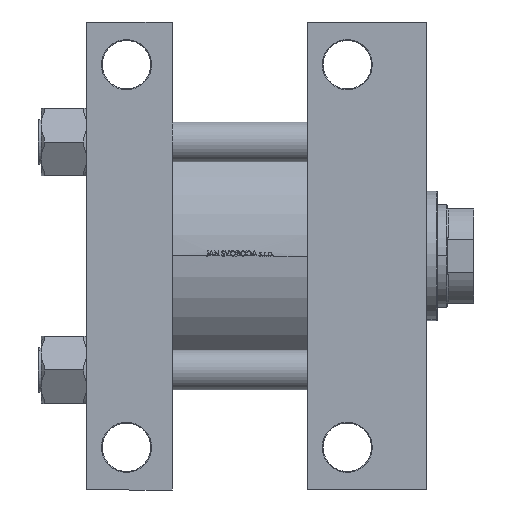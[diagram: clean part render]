
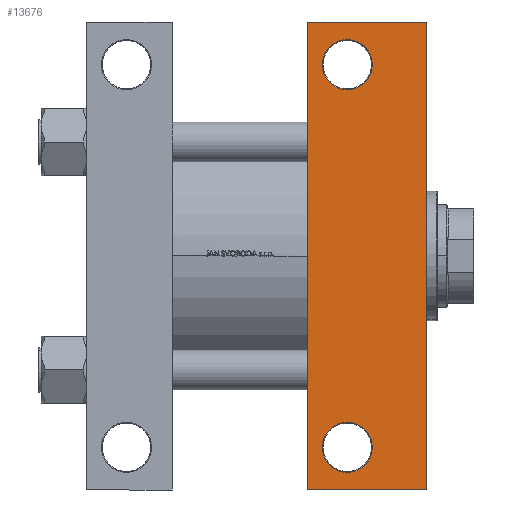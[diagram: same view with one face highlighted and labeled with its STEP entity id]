
A CAD part, front view. The second image highlights one B-rep face of the part: STEP entity #13676.
In plain terms, the highlighted face is planar.
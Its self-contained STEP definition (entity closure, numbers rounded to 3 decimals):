
#1323 = DIRECTION ( 'NONE',  ( 0., 1., 0. ) ) ;
#2572 = DIRECTION ( 'NONE',  ( 1., 0., 0. ) ) ;
#2609 = EDGE_LOOP ( 'NONE', ( #4746, #14889 ) ) ;
#3271 = VERTEX_POINT ( 'NONE', #9875 ) ;
#3447 = LINE ( 'NONE', #6843, #29114 ) ;
#3813 = ORIENTED_EDGE ( 'NONE', *, *, #10576, .T. ) ;
#4710 = VERTEX_POINT ( 'NONE', #34106 ) ;
#4746 = ORIENTED_EDGE ( 'NONE', *, *, #14901, .T. ) ;
#5638 = VERTEX_POINT ( 'NONE', #34885 ) ;
#6213 = AXIS2_PLACEMENT_3D ( 'NONE', #34111, #22693, #1323 ) ;
#6843 = CARTESIAN_POINT ( 'NONE',  ( 150., -159., -102.5 ) ) ;
#8582 = CARTESIAN_POINT ( 'NONE',  ( 160., -130., -102.5 ) ) ;
#9257 = CIRCLE ( 'NONE', #14672, 17. ) ;
#9875 = CARTESIAN_POINT ( 'NONE',  ( 194., 130., -102.5 ) ) ;
#10218 = ORIENTED_EDGE ( 'NONE', *, *, #34856, .T. ) ;
#10311 = VERTEX_POINT ( 'NONE', #21195 ) ;
#10425 = VERTEX_POINT ( 'NONE', #32353 ) ;
#10460 = EDGE_CURVE ( 'NONE', #39372, #33514, #9257, .T. ) ;
#10576 = EDGE_CURVE ( 'NONE', #16381, #10311, #27698, .T. ) ;
#10587 = AXIS2_PLACEMENT_3D ( 'NONE', #15459, #41197, #11832 ) ;
#10792 = CARTESIAN_POINT ( 'NONE',  ( 231., 102.5, -102.5 ) ) ;
#11088 = EDGE_LOOP ( 'NONE', ( #39615, #42651 ) ) ;
#11587 = VECTOR ( 'NONE', #34746, 1000. ) ;
#11832 = DIRECTION ( 'NONE',  ( 0., 1., 0. ) ) ;
#12184 = DIRECTION ( 'NONE',  ( 0., 0., 1. ) ) ;
#12641 = ORIENTED_EDGE ( 'NONE', *, *, #43357, .F. ) ;
#13091 = AXIS2_PLACEMENT_3D ( 'NONE', #10792, #47926, #28516 ) ;
#13258 = CARTESIAN_POINT ( 'NONE',  ( 150., 159., -102.5 ) ) ;
#13676 = ADVANCED_FACE ( 'NONE', ( #17835, #14428, #21233 ), #36278, .T. ) ;
#14428 = FACE_BOUND ( 'NONE', #11088, .T. ) ;
#14672 = AXIS2_PLACEMENT_3D ( 'NONE', #34511, #23580, #27229 ) ;
#14889 = ORIENTED_EDGE ( 'NONE', *, *, #37131, .T. ) ;
#14901 = EDGE_CURVE ( 'NONE', #4710, #3271, #35623, .T. ) ;
#15459 = CARTESIAN_POINT ( 'NONE',  ( 177., 130., -102.5 ) ) ;
#15720 = EDGE_CURVE ( 'NONE', #33514, #39372, #44196, .T. ) ;
#16381 = VERTEX_POINT ( 'NONE', #43197 ) ;
#17167 = EDGE_LOOP ( 'NONE', ( #12641, #45888, #3813, #10218 ) ) ;
#17835 = FACE_BOUND ( 'NONE', #2609, .T. ) ;
#20644 = CARTESIAN_POINT ( 'NONE',  ( 231., 102.5, -102.5 ) ) ;
#21195 = CARTESIAN_POINT ( 'NONE',  ( 231., -159., -102.5 ) ) ;
#21233 = FACE_OUTER_BOUND ( 'NONE', #17167, .T. ) ;
#22306 = DIRECTION ( 'NONE',  ( 0., -1., 0. ) ) ;
#22693 = DIRECTION ( 'NONE',  ( 0., 0., 1. ) ) ;
#23580 = DIRECTION ( 'NONE',  ( 0., 0., 1. ) ) ;
#24900 = LINE ( 'NONE', #13258, #47570 ) ;
#26099 = CIRCLE ( 'NONE', #10587, 17. ) ;
#26127 = EDGE_CURVE ( 'NONE', #5638, #16381, #24900, .T. ) ;
#27229 = DIRECTION ( 'NONE',  ( 0., 1., 0. ) ) ;
#27698 = LINE ( 'NONE', #20644, #11587 ) ;
#28516 = DIRECTION ( 'NONE',  ( 0., 1., 0. ) ) ;
#29114 = VECTOR ( 'NONE', #41053, 1000. ) ;
#30070 = CARTESIAN_POINT ( 'NONE',  ( 150., 102.5, -102.5 ) ) ;
#32353 = CARTESIAN_POINT ( 'NONE',  ( 150., -159., -102.5 ) ) ;
#33514 = VERTEX_POINT ( 'NONE', #8582 ) ;
#34106 = CARTESIAN_POINT ( 'NONE',  ( 160., 130., -102.5 ) ) ;
#34111 = CARTESIAN_POINT ( 'NONE',  ( 177., -130., -102.5 ) ) ;
#34511 = CARTESIAN_POINT ( 'NONE',  ( 177., -130., -102.5 ) ) ;
#34746 = DIRECTION ( 'NONE',  ( 0., -1., 0. ) ) ;
#34856 = EDGE_CURVE ( 'NONE', #10311, #10425, #3447, .T. ) ;
#34885 = CARTESIAN_POINT ( 'NONE',  ( 150., 159., -102.5 ) ) ;
#34974 = CARTESIAN_POINT ( 'NONE',  ( 177., 130., -102.5 ) ) ;
#35623 = CIRCLE ( 'NONE', #44166, 17. ) ;
#36278 = PLANE ( 'NONE',  #13091 ) ;
#36639 = LINE ( 'NONE', #30070, #40127 ) ;
#37131 = EDGE_CURVE ( 'NONE', #3271, #4710, #26099, .T. ) ;
#39372 = VERTEX_POINT ( 'NONE', #46707 ) ;
#39615 = ORIENTED_EDGE ( 'NONE', *, *, #15720, .T. ) ;
#40127 = VECTOR ( 'NONE', #22306, 1000. ) ;
#41053 = DIRECTION ( 'NONE',  ( -1., 0., 0. ) ) ;
#41197 = DIRECTION ( 'NONE',  ( 0., 0., 1. ) ) ;
#41801 = DIRECTION ( 'NONE',  ( 0., 1., 0. ) ) ;
#42651 = ORIENTED_EDGE ( 'NONE', *, *, #10460, .T. ) ;
#43197 = CARTESIAN_POINT ( 'NONE',  ( 231., 159., -102.5 ) ) ;
#43357 = EDGE_CURVE ( 'NONE', #5638, #10425, #36639, .T. ) ;
#44166 = AXIS2_PLACEMENT_3D ( 'NONE', #34974, #12184, #41801 ) ;
#44196 = CIRCLE ( 'NONE', #6213, 17. ) ;
#45888 = ORIENTED_EDGE ( 'NONE', *, *, #26127, .T. ) ;
#46707 = CARTESIAN_POINT ( 'NONE',  ( 194., -130., -102.5 ) ) ;
#47570 = VECTOR ( 'NONE', #2572, 1000. ) ;
#47926 = DIRECTION ( 'NONE',  ( 0., 0., -1. ) ) ;
